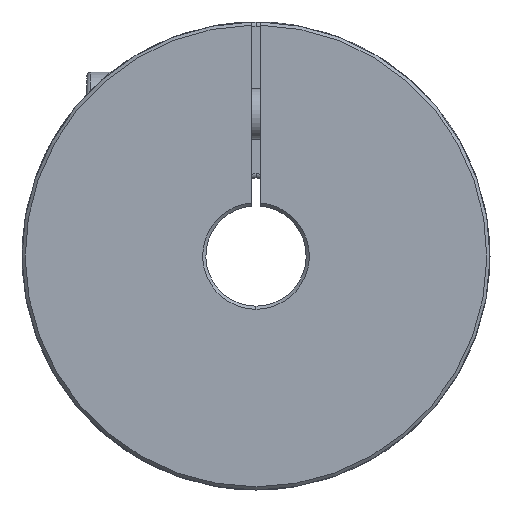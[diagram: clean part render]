
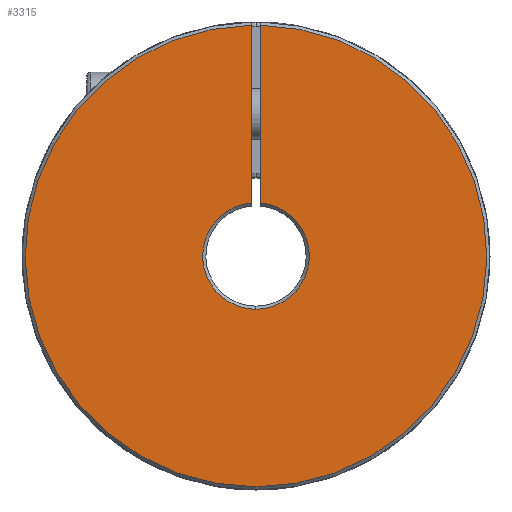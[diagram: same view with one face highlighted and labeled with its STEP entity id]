
A CAD part, left-side view. The second image highlights one B-rep face of the part: STEP entity #3315.
In plain terms, the highlighted planar face has unit normal (-1, 0, 0).
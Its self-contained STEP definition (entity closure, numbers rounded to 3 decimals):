
#12 = LINE ( 'NONE', #766, #18 ) ;
#14 = VECTOR ( 'NONE', #754, 1000. ) ;
#16 = LINE ( 'NONE', #753, #14 ) ;
#18 = VECTOR ( 'NONE', #767, 1000. ) ;
#27 = CIRCLE ( 'NONE', #9475, 6.381 ) ;
#29 = CIRCLE ( 'NONE', #9473, 27.619 ) ;
#447 = CARTESIAN_POINT ( 'NONE',  ( -39., 0., 0. ) ) ;
#448 = DIRECTION ( 'NONE',  ( -1., 0., 0. ) ) ;
#449 = DIRECTION ( 'NONE',  ( 0., 0., -1. ) ) ;
#753 = CARTESIAN_POINT ( 'NONE',  ( -39., 0.5, 0. ) ) ;
#754 = DIRECTION ( 'NONE',  ( 0., 0., 1. ) ) ;
#759 = CARTESIAN_POINT ( 'NONE',  ( -39., 0., 0. ) ) ;
#760 = DIRECTION ( 'NONE',  ( -1., 0., 0. ) ) ;
#761 = DIRECTION ( 'NONE',  ( 0., 0., -1. ) ) ;
#762 = CARTESIAN_POINT ( 'NONE',  ( -39., 0., 0. ) ) ;
#764 = DIRECTION ( 'NONE',  ( 1., 0., 0. ) ) ;
#765 = DIRECTION ( 'NONE',  ( 0., 0., -1. ) ) ;
#766 = CARTESIAN_POINT ( 'NONE',  ( -39., -0.5, 0. ) ) ;
#767 = DIRECTION ( 'NONE',  ( 0., 0., 1. ) ) ;
#2693 = VERTEX_POINT ( 'NONE', #6202 ) ;
#2694 = VERTEX_POINT ( 'NONE', #6211 ) ;
#2944 = VERTEX_POINT ( 'NONE', #6437 ) ;
#2945 = VERTEX_POINT ( 'NONE', #6438 ) ;
#2946 = VERTEX_POINT ( 'NONE', #6439 ) ;
#3315 = ADVANCED_FACE ( 'NONE', ( #7549 ), #8376, .T. ) ;
#3941 = EDGE_CURVE ( 'NONE', #2693, #2694, #9940, .T. ) ;
#4349 = EDGE_CURVE ( 'NONE', #2945, #2944, #16, .T. ) ;
#4352 = EDGE_CURVE ( 'NONE', #2945, #2693, #27, .T. ) ;
#4353 = EDGE_CURVE ( 'NONE', #2946, #2944, #29, .T. ) ;
#4354 = EDGE_CURVE ( 'NONE', #2694, #2946, #12, .T. ) ;
#4955 = ORIENTED_EDGE ( 'NONE', *, *, #4354, .F. ) ;
#4956 = ORIENTED_EDGE ( 'NONE', *, *, #3941, .F. ) ;
#4957 = ORIENTED_EDGE ( 'NONE', *, *, #4352, .F. ) ;
#4958 = ORIENTED_EDGE ( 'NONE', *, *, #4349, .T. ) ;
#4959 = ORIENTED_EDGE ( 'NONE', *, *, #4353, .F. ) ;
#5483 = EDGE_LOOP ( 'NONE', ( #4955, #4956, #4957, #4958, #4959 ) ) ;
#6202 = CARTESIAN_POINT ( 'NONE',  ( -39., 0., -6.381 ) ) ;
#6211 = CARTESIAN_POINT ( 'NONE',  ( -39., -0.5, 6.361 ) ) ;
#6437 = CARTESIAN_POINT ( 'NONE',  ( -39., 0.5, 27.614 ) ) ;
#6438 = CARTESIAN_POINT ( 'NONE',  ( -39., 0.5, 6.361 ) ) ;
#6439 = CARTESIAN_POINT ( 'NONE',  ( -39., -0.5, 27.614 ) ) ;
#7549 = FACE_OUTER_BOUND ( 'NONE', #5483, .T. ) ;
#7864 = AXIS2_PLACEMENT_3D ( 'NONE', #8375, #8381, #8382 ) ;
#8375 = CARTESIAN_POINT ( 'NONE',  ( -39., 0., 0. ) ) ;
#8376 = PLANE ( 'NONE',  #7864 ) ;
#8381 = DIRECTION ( 'NONE',  ( -1., 0., 0. ) ) ;
#8382 = DIRECTION ( 'NONE',  ( 0., 0., -1. ) ) ;
#9433 = AXIS2_PLACEMENT_3D ( 'NONE', #447, #448, #449 ) ;
#9473 = AXIS2_PLACEMENT_3D ( 'NONE', #762, #764, #765 ) ;
#9475 = AXIS2_PLACEMENT_3D ( 'NONE', #759, #760, #761 ) ;
#9940 = CIRCLE ( 'NONE', #9433, 6.381 ) ;
